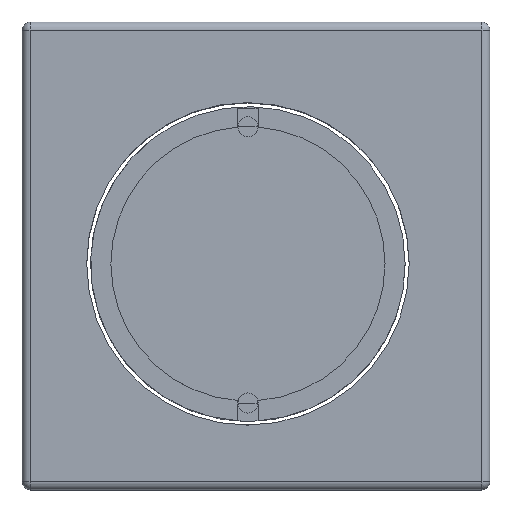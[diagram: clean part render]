
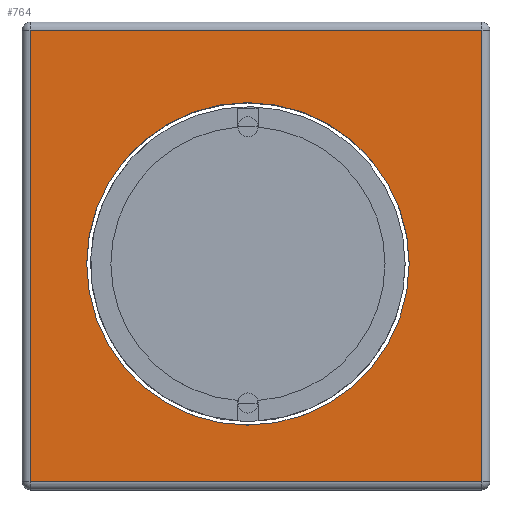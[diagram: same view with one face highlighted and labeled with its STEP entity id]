
A CAD part, top view. The second image highlights one B-rep face of the part: STEP entity #764.
In plain terms, the highlighted planar face has unit normal (0, 0, 1).
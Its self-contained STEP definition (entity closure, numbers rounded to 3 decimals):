
#72 = CYLINDRICAL_SURFACE('',#73,0.1);
#73 = AXIS2_PLACEMENT_3D('',#74,#75,#76);
#74 = CARTESIAN_POINT('',(0.1,0.,2.65));
#75 = DIRECTION('',(0.,1.,0.));
#76 = DIRECTION('',(-1.,0.,0.));
#307 = VERTEX_POINT('',#308);
#308 = CARTESIAN_POINT('',(0.1,0.1,2.75));
#333 = EDGE_CURVE('',#307,#334,#336,.T.);
#334 = VERTEX_POINT('',#335);
#335 = CARTESIAN_POINT('',(0.1,5.7,2.75));
#336 = SURFACE_CURVE('',#337,(#341,#348),.PCURVE_S1.);
#337 = LINE('',#338,#339);
#338 = CARTESIAN_POINT('',(0.1,0.,2.75));
#339 = VECTOR('',#340,1.);
#340 = DIRECTION('',(0.,1.,0.));
#341 = PCURVE('',#72,#342);
#342 = DEFINITIONAL_REPRESENTATION('',(#343),#347);
#343 = LINE('',#344,#345);
#344 = CARTESIAN_POINT('',(1.571,0.));
#345 = VECTOR('',#346,1.);
#346 = DIRECTION('',(0.,1.));
#347 = ( GEOMETRIC_REPRESENTATION_CONTEXT(2) 
PARAMETRIC_REPRESENTATION_CONTEXT() REPRESENTATION_CONTEXT('2D SPACE',''
  ) );
#348 = PCURVE('',#349,#354);
#349 = PLANE('',#350);
#350 = AXIS2_PLACEMENT_3D('',#351,#352,#353);
#351 = CARTESIAN_POINT('',(0.,0.,2.75));
#352 = DIRECTION('',(0.,0.,1.));
#353 = DIRECTION('',(1.,0.,0.));
#354 = DEFINITIONAL_REPRESENTATION('',(#355),#359);
#355 = LINE('',#356,#357);
#356 = CARTESIAN_POINT('',(0.1,0.));
#357 = VECTOR('',#358,1.);
#358 = DIRECTION('',(0.,1.));
#359 = ( GEOMETRIC_REPRESENTATION_CONTEXT(2) 
PARAMETRIC_REPRESENTATION_CONTEXT() REPRESENTATION_CONTEXT('2D SPACE',''
  ) );
#508 = CYLINDRICAL_SURFACE('',#509,0.1);
#509 = AXIS2_PLACEMENT_3D('',#510,#511,#512);
#510 = CARTESIAN_POINT('',(0.,5.7,2.65));
#511 = DIRECTION('',(1.,0.,0.));
#512 = DIRECTION('',(0.,0.,1.));
#721 = CYLINDRICAL_SURFACE('',#722,2.);
#722 = AXIS2_PLACEMENT_3D('',#723,#724,#725);
#723 = CARTESIAN_POINT('',(2.8,2.8,0.));
#724 = DIRECTION('',(0.,0.,1.));
#725 = DIRECTION('',(1.,0.,0.));
#753 = CYLINDRICAL_SURFACE('',#754,0.1);
#754 = AXIS2_PLACEMENT_3D('',#755,#756,#757);
#755 = CARTESIAN_POINT('',(0.,0.1,2.65));
#756 = DIRECTION('',(1.,0.,0.));
#757 = DIRECTION('',(0.,-1.,0.));
#764 = ADVANCED_FACE('',(#765,#840),#349,.T.);
#765 = FACE_BOUND('',#766,.T.);
#766 = EDGE_LOOP('',(#767,#790,#818,#839));
#767 = ORIENTED_EDGE('',*,*,#768,.T.);
#768 = EDGE_CURVE('',#307,#769,#771,.T.);
#769 = VERTEX_POINT('',#770);
#770 = CARTESIAN_POINT('',(5.7,0.1,2.75));
#771 = SURFACE_CURVE('',#772,(#776,#783),.PCURVE_S1.);
#772 = LINE('',#773,#774);
#773 = CARTESIAN_POINT('',(0.,0.1,2.75));
#774 = VECTOR('',#775,1.);
#775 = DIRECTION('',(1.,0.,0.));
#776 = PCURVE('',#349,#777);
#777 = DEFINITIONAL_REPRESENTATION('',(#778),#782);
#778 = LINE('',#779,#780);
#779 = CARTESIAN_POINT('',(0.,0.1));
#780 = VECTOR('',#781,1.);
#781 = DIRECTION('',(1.,0.));
#782 = ( GEOMETRIC_REPRESENTATION_CONTEXT(2) 
PARAMETRIC_REPRESENTATION_CONTEXT() REPRESENTATION_CONTEXT('2D SPACE',''
  ) );
#783 = PCURVE('',#753,#784);
#784 = DEFINITIONAL_REPRESENTATION('',(#785),#789);
#785 = LINE('',#786,#787);
#786 = CARTESIAN_POINT('',(-1.571,0.));
#787 = VECTOR('',#788,1.);
#788 = DIRECTION('',(-0.,1.));
#789 = ( GEOMETRIC_REPRESENTATION_CONTEXT(2) 
PARAMETRIC_REPRESENTATION_CONTEXT() REPRESENTATION_CONTEXT('2D SPACE',''
  ) );
#790 = ORIENTED_EDGE('',*,*,#791,.T.);
#791 = EDGE_CURVE('',#769,#792,#794,.T.);
#792 = VERTEX_POINT('',#793);
#793 = CARTESIAN_POINT('',(5.7,5.7,2.75));
#794 = SURFACE_CURVE('',#795,(#799,#806),.PCURVE_S1.);
#795 = LINE('',#796,#797);
#796 = CARTESIAN_POINT('',(5.7,0.,2.75));
#797 = VECTOR('',#798,1.);
#798 = DIRECTION('',(0.,1.,0.));
#799 = PCURVE('',#349,#800);
#800 = DEFINITIONAL_REPRESENTATION('',(#801),#805);
#801 = LINE('',#802,#803);
#802 = CARTESIAN_POINT('',(5.7,0.));
#803 = VECTOR('',#804,1.);
#804 = DIRECTION('',(0.,1.));
#805 = ( GEOMETRIC_REPRESENTATION_CONTEXT(2) 
PARAMETRIC_REPRESENTATION_CONTEXT() REPRESENTATION_CONTEXT('2D SPACE',''
  ) );
#806 = PCURVE('',#807,#812);
#807 = CYLINDRICAL_SURFACE('',#808,0.1);
#808 = AXIS2_PLACEMENT_3D('',#809,#810,#811);
#809 = CARTESIAN_POINT('',(5.7,0.,2.65));
#810 = DIRECTION('',(0.,1.,0.));
#811 = DIRECTION('',(0.,0.,1.));
#812 = DEFINITIONAL_REPRESENTATION('',(#813),#817);
#813 = LINE('',#814,#815);
#814 = CARTESIAN_POINT('',(0.,0.));
#815 = VECTOR('',#816,1.);
#816 = DIRECTION('',(0.,1.));
#817 = ( GEOMETRIC_REPRESENTATION_CONTEXT(2) 
PARAMETRIC_REPRESENTATION_CONTEXT() REPRESENTATION_CONTEXT('2D SPACE',''
  ) );
#818 = ORIENTED_EDGE('',*,*,#819,.F.);
#819 = EDGE_CURVE('',#334,#792,#820,.T.);
#820 = SURFACE_CURVE('',#821,(#825,#832),.PCURVE_S1.);
#821 = LINE('',#822,#823);
#822 = CARTESIAN_POINT('',(0.,5.7,2.75));
#823 = VECTOR('',#824,1.);
#824 = DIRECTION('',(1.,0.,0.));
#825 = PCURVE('',#349,#826);
#826 = DEFINITIONAL_REPRESENTATION('',(#827),#831);
#827 = LINE('',#828,#829);
#828 = CARTESIAN_POINT('',(0.,5.7));
#829 = VECTOR('',#830,1.);
#830 = DIRECTION('',(1.,0.));
#831 = ( GEOMETRIC_REPRESENTATION_CONTEXT(2) 
PARAMETRIC_REPRESENTATION_CONTEXT() REPRESENTATION_CONTEXT('2D SPACE',''
  ) );
#832 = PCURVE('',#508,#833);
#833 = DEFINITIONAL_REPRESENTATION('',(#834),#838);
#834 = LINE('',#835,#836);
#835 = CARTESIAN_POINT('',(-0.,0.));
#836 = VECTOR('',#837,1.);
#837 = DIRECTION('',(-0.,1.));
#838 = ( GEOMETRIC_REPRESENTATION_CONTEXT(2) 
PARAMETRIC_REPRESENTATION_CONTEXT() REPRESENTATION_CONTEXT('2D SPACE',''
  ) );
#839 = ORIENTED_EDGE('',*,*,#333,.F.);
#840 = FACE_BOUND('',#841,.T.);
#841 = EDGE_LOOP('',(#842));
#842 = ORIENTED_EDGE('',*,*,#843,.F.);
#843 = EDGE_CURVE('',#844,#844,#846,.T.);
#844 = VERTEX_POINT('',#845);
#845 = CARTESIAN_POINT('',(4.8,2.8,2.75));
#846 = SURFACE_CURVE('',#847,(#852,#859),.PCURVE_S1.);
#847 = CIRCLE('',#848,2.);
#848 = AXIS2_PLACEMENT_3D('',#849,#850,#851);
#849 = CARTESIAN_POINT('',(2.8,2.8,2.75));
#850 = DIRECTION('',(0.,0.,1.));
#851 = DIRECTION('',(1.,0.,0.));
#852 = PCURVE('',#349,#853);
#853 = DEFINITIONAL_REPRESENTATION('',(#854),#858);
#854 = CIRCLE('',#855,2.);
#855 = AXIS2_PLACEMENT_2D('',#856,#857);
#856 = CARTESIAN_POINT('',(2.8,2.8));
#857 = DIRECTION('',(1.,0.));
#858 = ( GEOMETRIC_REPRESENTATION_CONTEXT(2) 
PARAMETRIC_REPRESENTATION_CONTEXT() REPRESENTATION_CONTEXT('2D SPACE',''
  ) );
#859 = PCURVE('',#721,#860);
#860 = DEFINITIONAL_REPRESENTATION('',(#861),#865);
#861 = LINE('',#862,#863);
#862 = CARTESIAN_POINT('',(0.,2.75));
#863 = VECTOR('',#864,1.);
#864 = DIRECTION('',(1.,0.));
#865 = ( GEOMETRIC_REPRESENTATION_CONTEXT(2) 
PARAMETRIC_REPRESENTATION_CONTEXT() REPRESENTATION_CONTEXT('2D SPACE',''
  ) );
